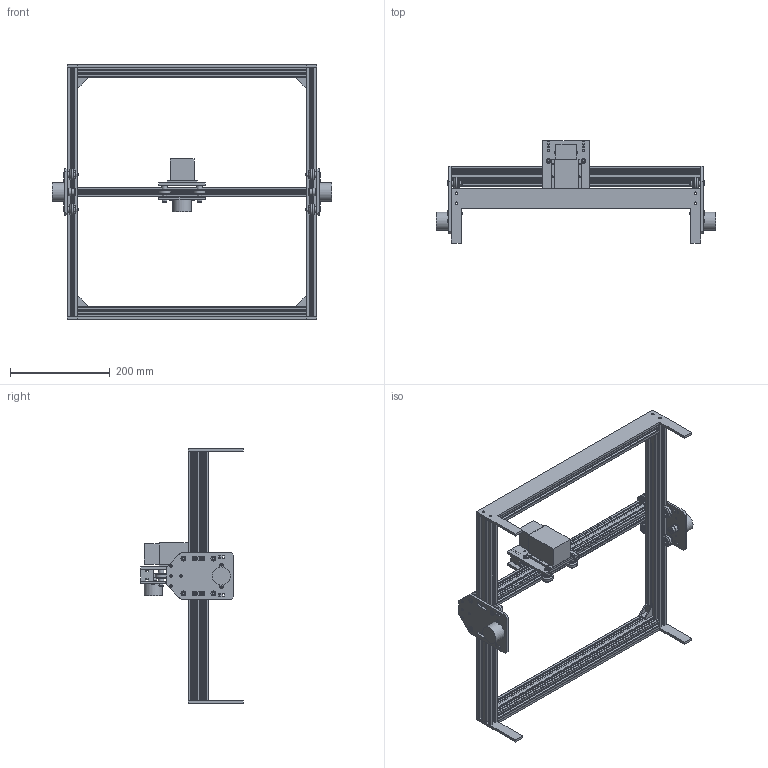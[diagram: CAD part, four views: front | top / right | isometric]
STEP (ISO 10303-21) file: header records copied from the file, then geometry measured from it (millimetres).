
FILE_DESCRIPTION(/* description */ (''),/* implementation_level */ '2;1');
FILE_NAME(/* name */ 'd45d945f-d2f4-4322-8142-56e2c678fd05.stp',/* time_stamp */ '2018-05-16T15:41:52-05:00',/* author */ ('voxun'),/* organization */ (''),/* preprocessor_version */ 'ST-DEVELOPER v17',/* originating_system */ 'Autodesk Translation Framework v7.1.0.215',/* authorisation */ '');
FILE_SCHEMA (('AUTOMOTIVE_DESIGN { 1 0 10303 214 3 1 1 }'));
Length unit declared in the file: millimetre
Products named in the file (71): vox; X GantrY; Motor (2); 20T ; Wheels; Solid V Wheel 5mm-8mm v6 (1) (1); Solid V Wheel 5mm-8mm v6 (1) (1)_1; Ball Bearing 5 (2) (1); Precision Shim (2) (1); Lock Nut M5 (2) (1); Screw M5 (3) (1); 8mm Spacer (2); 5mm Spacer (1) (2); Wheel (2) (1); Screw M5 (1) (2) (1); Solid V Wheel 8mm v2 (1); Solid V Wheel 8mm v2 (1)_1; Ball Bearing 5 (1) (2) (1); Precision Shim (1) (2) (1); Lock Nut M5 (1) (2) (1); Screw M5 (2) (2) (1); 8mm Spacer (1) (1) (1); Wheel (1) (2) (1); Screw M5 (1) (1) (2) (1); Frame; Lock (2); Lock (1); Lock; Motor Plate; Laser Plate; Laser Module; Y Frame; support; Component157; Corner bracket (1); Y-2040 500 (1); Y-2040 500; Y Gantry; Y Plate; Y-Wheels ...
Assembly tree (141 placements, depth 6):
  vox
    X GantrY
      Motor (2)
        20T 
      Wheels
        Solid V Wheel 5mm-8mm v6 (1) (1)
          Ball Bearing 5 (2) (1)  x2
          Precision Shim (2) (1)
          Lock Nut M5 (2) (1)
          Screw M5 (3) (1)
          8mm Spacer (2)
          5mm Spacer (1) (2)
          Wheel (2) (1)
          Screw M5 (1) (2) (1)
        Solid V Wheel 5mm-8mm v6 (1) (1)_1
          Ball Bearing 5 (2) (1)  x2
          Precision Shim (2) (1)
          Lock Nut M5 (2) (1)
          Screw M5 (3) (1)
          8mm Spacer (2)
          5mm Spacer (1) (2)
          Wheel (2) (1)
          Screw M5 (1) (2) (1)
        Solid V Wheel 8mm v2 (1)
          Ball Bearing 5 (1) (2) (1)  x2
          Precision Shim (1) (2) (1)
          Lock Nut M5 (1) (2) (1)
          Screw M5 (2) (2) (1)
          8mm Spacer (1) (1) (1)
          Wheel (1) (2) (1)
          Screw M5 (1) (1) (2) (1)
        Solid V Wheel 8mm v2 (1)_1
          Ball Bearing 5 (1) (2) (1)  x2
          Precision Shim (1) (2) (1)
          Lock Nut M5 (1) (2) (1)
          Screw M5 (2) (2) (1)
          8mm Spacer (1) (1) (1)
          Wheel (1) (2) (1)
          Screw M5 (1) (1) (2) (1)
      Frame
        Lock (2)
          Lock (1)
          Lock
        Motor Plate
      Laser Plate
        Laser Module
    Y Frame
      support  x2
      Component157  x2
      Corner bracket (1)
      Y-2040 500 (1)
      Y-2040 500
    Y Gantry
      Y Plate
        Y-Wheels
          Solid V Wheel 5mm v3
            Ball Bearing 5 (1)  x2
            Precision Shim (1)
            Lock Nut M5 (1)
            Screw M5 (2)
Bounding box: 559 x 205.83 x 510 mm (x, y, z)
Volume: 1510689.3 mm3; surface area: 1039028.2 mm2
Topology: 121 solids, 121 shells, 2145 faces, 5785 edges, 4014 vertices
Faces by surface type: plane 1534, cylinder 394, cone 180, bspline 25, torus 12
Full cylindrical faces by diameter (mm): 2.5 x6, 3 x19, 4.2 x10, 4.25 x12, 5 x104, 5.3 x12, 8.6 x48, 10 x24, 10.8 x14, 12.2 x3, 13.6 x48, 15 x6, 15.974 x12, 16 x29, 23.9 x12, 36.5 x3
Entity records: 49502 total; most frequent: CARTESIAN_POINT 10069, ORIENTED_EDGE 7878, DIRECTION 7595, EDGE_CURVE 3939, LINE 3129, VECTOR 3129, VERTEX_POINT 2678, AXIS2_PLACEMENT_3D 2233
